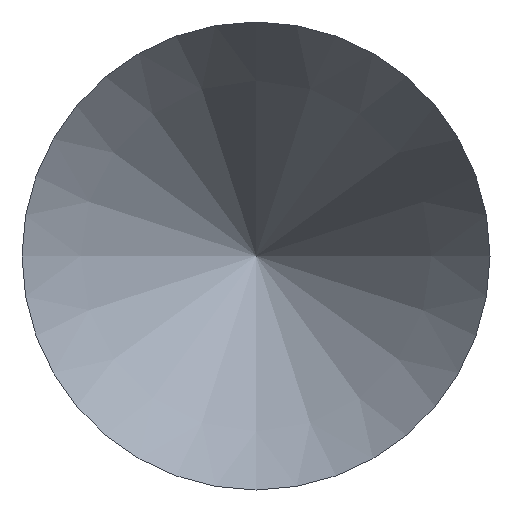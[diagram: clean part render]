
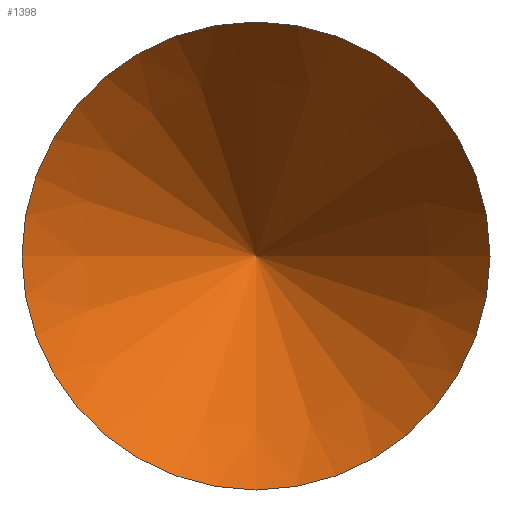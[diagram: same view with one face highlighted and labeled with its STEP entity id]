
A CAD part, front view. The second image highlights one B-rep face of the part: STEP entity #1398.
In plain terms, the highlighted conical face has half-angle 35 degrees and reference radius 185.623 mm.
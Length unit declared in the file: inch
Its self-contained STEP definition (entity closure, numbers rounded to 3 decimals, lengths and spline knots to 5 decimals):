
#221=FACE_OUTER_BOUND('',#326,.T.);
#326=EDGE_LOOP('',(#1309,#1310,#1311));
#425=LINE('',#2922,#524);
#524=VECTOR('',#1953,7.30799);
#596=CIRCLE('',#1564,14.61599);
#723=VERTEX_POINT('',#2919);
#724=VERTEX_POINT('',#2921);
#919=EDGE_CURVE('',#723,#723,#596,.T.);
#920=EDGE_CURVE('',#723,#724,#425,.T.);
#1309=ORIENTED_EDGE('',*,*,#919,.T.);
#1310=ORIENTED_EDGE('',*,*,#920,.T.);
#1311=ORIENTED_EDGE('',*,*,#920,.F.);
#1318=CONICAL_SURFACE('',#1563,7.30799,0.611);
#1398=ADVANCED_FACE('',(#221),#1318,.F.);
#1563=AXIS2_PLACEMENT_3D('',#2918,#1949,#1950);
#1564=AXIS2_PLACEMENT_3D('',#2920,#1951,#1952);
#1949=DIRECTION('center_axis',(0.,-1.,0.));
#1950=DIRECTION('ref_axis',(0.,0.,1.));
#1951=DIRECTION('center_axis',(0.,-1.,0.));
#1952=DIRECTION('ref_axis',(1.,0.,0.));
#1953=DIRECTION('',(0.,0.819,0.574));
#2918=CARTESIAN_POINT('Origin',(0.,-11.1494,0.9375));
#2919=CARTESIAN_POINT('',(0.,-21.58629,-13.67849));
#2920=CARTESIAN_POINT('Origin',(0.,-21.58629,0.9375));
#2921=CARTESIAN_POINT('',(0.,-0.7125,0.9375));
#2922=CARTESIAN_POINT('',(0.,-11.1494,-6.37049));
